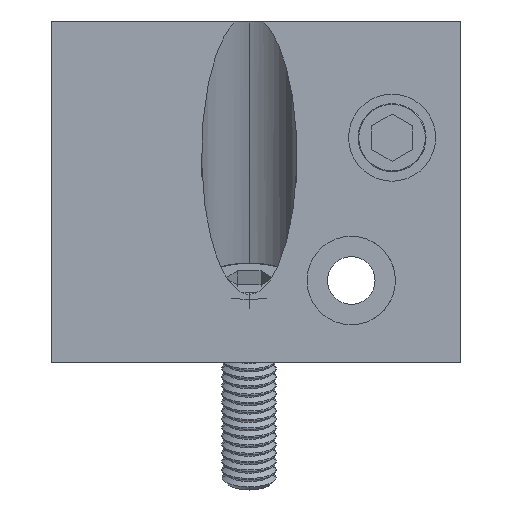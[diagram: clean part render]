
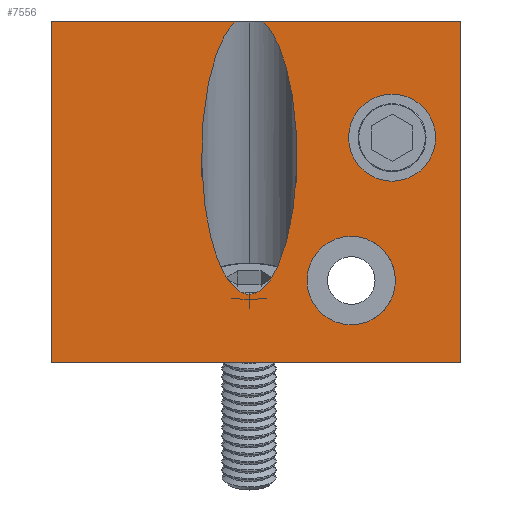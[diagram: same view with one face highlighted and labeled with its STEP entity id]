
A CAD part, left-side view. The second image highlights one B-rep face of the part: STEP entity #7556.
In plain terms, the highlighted planar face has unit normal (-1, 0, 0).
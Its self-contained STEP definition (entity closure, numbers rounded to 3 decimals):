
#68 = DIRECTION ( 'NONE',  ( 1., 0., 0. ) ) ;
#194 = EDGE_CURVE ( 'NONE', #6452, #1680, #12027, .T. ) ;
#337 = LINE ( 'NONE', #7636, #5865 ) ;
#339 = EDGE_CURVE ( 'NONE', #813, #9146, #7012, .T. ) ;
#377 = CARTESIAN_POINT ( 'NONE',  ( -47.5, -5.621, -4.622 ) ) ;
#435 = EDGE_CURVE ( 'NONE', #3277, #9146, #9652, .T. ) ;
#477 = VERTEX_POINT ( 'NONE', #10903 ) ;
#702 = FACE_BOUND ( 'NONE', #903, .T. ) ;
#715 = DIRECTION ( 'NONE',  ( 1., 0., 0. ) ) ;
#813 = VERTEX_POINT ( 'NONE', #10829 ) ;
#845 = EDGE_CURVE ( 'NONE', #12705, #2015, #7780, .T. ) ;
#854 = ORIENTED_EDGE ( 'NONE', *, *, #7254, .T. ) ;
#903 = EDGE_LOOP ( 'NONE', ( #6770, #4509 ) ) ;
#915 = DIRECTION ( 'NONE',  ( 0., 0., -1. ) ) ;
#923 = CARTESIAN_POINT ( 'NONE',  ( -47.5, -10., -8.5 ) ) ;
#1009 = CARTESIAN_POINT ( 'NONE',  ( -47.5, 5.822, -20.005 ) ) ;
#1241 = EDGE_LOOP ( 'NONE', ( #8097, #854, #9474, #8500, #4157, #1561, #10085 ) ) ;
#1260 = DIRECTION ( 'NONE',  ( 0., 0., 1. ) ) ;
#1303 = DIRECTION ( 'NONE',  ( 1., 0., 0. ) ) ;
#1339 = CARTESIAN_POINT ( 'NONE',  ( -47.5, -7., -19. ) ) ;
#1561 = ORIENTED_EDGE ( 'NONE', *, *, #11910, .T. ) ;
#1680 = VERTEX_POINT ( 'NONE', #12378 ) ;
#1804 = FACE_OUTER_BOUND ( 'NONE', #1241, .T. ) ;
#1862 = CARTESIAN_POINT ( 'NONE',  ( -47.5, -10., -5.3 ) ) ;
#2015 = VERTEX_POINT ( 'NONE', #1862 ) ;
#2268 = CARTESIAN_POINT ( 'NONE',  ( -47.5, -15., -25. ) ) ;
#2531 = CARTESIAN_POINT ( 'NONE',  ( -47.5, -0.54, 0. ) ) ;
#2582 = VECTOR ( 'NONE', #6613, 1000. ) ;
#2834 = CARTESIAN_POINT ( 'NONE',  ( -47.5, -15., -25. ) ) ;
#2974 = CARTESIAN_POINT ( 'NONE',  ( -47.5, 0.5, -20.005 ) ) ;
#3209 = LINE ( 'NONE', #3461, #2582 ) ;
#3277 = VERTEX_POINT ( 'NONE', #2268 ) ;
#3426 = AXIS2_PLACEMENT_3D ( 'NONE', #923, #4968, #10876 ) ;
#3461 = CARTESIAN_POINT ( 'NONE',  ( -47.5, 15., -25. ) ) ;
#3679 = VERTEX_POINT ( 'NONE', #11838 ) ;
#3746 = AXIS2_PLACEMENT_3D ( 'NONE', #12750, #715, #12836 ) ;
#3870 = DIRECTION ( 'NONE',  ( 0., -1., 0. ) ) ;
#4011 =( BOUNDED_CURVE ( )  B_SPLINE_CURVE ( 3, ( #2974, #1009, #11006, #11976 ),
 .UNSPECIFIED., .F., .F. ) 
 B_SPLINE_CURVE_WITH_KNOTS ( ( 4, 4 ),
 ( 3.142, 5.982 ),
 .UNSPECIFIED. ) 
 CURVE ( )  GEOMETRIC_REPRESENTATION_ITEM ( )  RATIONAL_B_SPLINE_CURVE ( ( 1., 0.433, 0.433, 1. ) ) 
 REPRESENTATION_ITEM ( '' )  );
#4157 = ORIENTED_EDGE ( 'NONE', *, *, #4317, .F. ) ;
#4317 = EDGE_CURVE ( 'NONE', #477, #3679, #3209, .T. ) ;
#4509 = ORIENTED_EDGE ( 'NONE', *, *, #194, .T. ) ;
#4587 = EDGE_LOOP ( 'NONE', ( #9210, #9930 ) ) ;
#4729 = EDGE_CURVE ( 'NONE', #1680, #6452, #9997, .T. ) ;
#4908 = CARTESIAN_POINT ( 'NONE',  ( -47.5, 1.54, 0. ) ) ;
#4968 = DIRECTION ( 'NONE',  ( 1., 0., 0. ) ) ;
#5109 = CARTESIAN_POINT ( 'NONE',  ( -47.5, 0.5, -20.005 ) ) ;
#5313 = PLANE ( 'NONE',  #6275 ) ;
#5412 = CARTESIAN_POINT ( 'NONE',  ( -47.5, -10., -11.7 ) ) ;
#5805 = AXIS2_PLACEMENT_3D ( 'NONE', #10084, #68, #915 ) ;
#5865 = VECTOR ( 'NONE', #12717, 1000. ) ;
#6051 = VECTOR ( 'NONE', #3870, 1000. ) ;
#6275 = AXIS2_PLACEMENT_3D ( 'NONE', #6417, #6374, #1260 ) ;
#6362 = EDGE_CURVE ( 'NONE', #8211, #8677, #4011, .T. ) ;
#6374 = DIRECTION ( 'NONE',  ( -1., 0., 0. ) ) ;
#6417 = CARTESIAN_POINT ( 'NONE',  ( -47.5, -15., -25. ) ) ;
#6452 = VERTEX_POINT ( 'NONE', #12949 ) ;
#6495 = CIRCLE ( 'NONE', #5805, 3.2 ) ;
#6557 =( BOUNDED_CURVE ( )  B_SPLINE_CURVE ( 3, ( #2531, #377, #11576, #7507 ),
 .UNSPECIFIED., .F., .F. ) 
 B_SPLINE_CURVE_WITH_KNOTS ( ( 4, 4 ),
 ( 0.302, 3.142 ),
 .UNSPECIFIED. ) 
 CURVE ( )  GEOMETRIC_REPRESENTATION_ITEM ( )  RATIONAL_B_SPLINE_CURVE ( ( 1., 0.433, 0.433, 1. ) ) 
 REPRESENTATION_ITEM ( '' )  );
#6613 = DIRECTION ( 'NONE',  ( 0., 0., 1. ) ) ;
#6617 = LINE ( 'NONE', #12396, #7727 ) ;
#6641 = CARTESIAN_POINT ( 'NONE',  ( -47.5, -15., 0. ) ) ;
#6770 = ORIENTED_EDGE ( 'NONE', *, *, #4729, .T. ) ;
#7012 = LINE ( 'NONE', #8919, #6051 ) ;
#7254 = EDGE_CURVE ( 'NONE', #813, #8211, #6557, .T. ) ;
#7507 = CARTESIAN_POINT ( 'NONE',  ( -47.5, 0.5, -20.005 ) ) ;
#7556 = ADVANCED_FACE ( 'NONE', ( #8160, #702, #1804 ), #5313, .T. ) ;
#7636 = CARTESIAN_POINT ( 'NONE',  ( -47.5, -15., 0. ) ) ;
#7727 = VECTOR ( 'NONE', #8452, 1000. ) ;
#7780 = CIRCLE ( 'NONE', #3426, 3.2 ) ;
#7969 = VECTOR ( 'NONE', #12007, 1000. ) ;
#8097 = ORIENTED_EDGE ( 'NONE', *, *, #339, .F. ) ;
#8160 = FACE_BOUND ( 'NONE', #4587, .T. ) ;
#8211 = VERTEX_POINT ( 'NONE', #5109 ) ;
#8452 = DIRECTION ( 'NONE',  ( 0., -1., 0. ) ) ;
#8500 = ORIENTED_EDGE ( 'NONE', *, *, #10110, .F. ) ;
#8677 = VERTEX_POINT ( 'NONE', #4908 ) ;
#8919 = CARTESIAN_POINT ( 'NONE',  ( -47.5, -15., 0. ) ) ;
#9146 = VERTEX_POINT ( 'NONE', #6641 ) ;
#9157 = AXIS2_PLACEMENT_3D ( 'NONE', #1339, #1303, #12453 ) ;
#9210 = ORIENTED_EDGE ( 'NONE', *, *, #10349, .T. ) ;
#9474 = ORIENTED_EDGE ( 'NONE', *, *, #6362, .T. ) ;
#9652 = LINE ( 'NONE', #2834, #7969 ) ;
#9930 = ORIENTED_EDGE ( 'NONE', *, *, #845, .T. ) ;
#9997 = CIRCLE ( 'NONE', #9157, 3.25 ) ;
#10084 = CARTESIAN_POINT ( 'NONE',  ( -47.5, -10., -8.5 ) ) ;
#10085 = ORIENTED_EDGE ( 'NONE', *, *, #435, .T. ) ;
#10110 = EDGE_CURVE ( 'NONE', #3679, #8677, #337, .T. ) ;
#10349 = EDGE_CURVE ( 'NONE', #2015, #12705, #6495, .T. ) ;
#10829 = CARTESIAN_POINT ( 'NONE',  ( -47.5, -0.54, 0. ) ) ;
#10876 = DIRECTION ( 'NONE',  ( 0., 0., -1. ) ) ;
#10903 = CARTESIAN_POINT ( 'NONE',  ( -47.5, 15., -25. ) ) ;
#11006 = CARTESIAN_POINT ( 'NONE',  ( -47.5, 6.621, -4.622 ) ) ;
#11576 = CARTESIAN_POINT ( 'NONE',  ( -47.5, -4.822, -20.005 ) ) ;
#11838 = CARTESIAN_POINT ( 'NONE',  ( -47.5, 15., 0. ) ) ;
#11910 = EDGE_CURVE ( 'NONE', #477, #3277, #6617, .T. ) ;
#11976 = CARTESIAN_POINT ( 'NONE',  ( -47.5, 1.54, 0. ) ) ;
#12007 = DIRECTION ( 'NONE',  ( 0., 0., 1. ) ) ;
#12027 = CIRCLE ( 'NONE', #3746, 3.25 ) ;
#12378 = CARTESIAN_POINT ( 'NONE',  ( -47.5, -7., -15.75 ) ) ;
#12396 = CARTESIAN_POINT ( 'NONE',  ( -47.5, -15., -25. ) ) ;
#12453 = DIRECTION ( 'NONE',  ( 0., 0., -1. ) ) ;
#12705 = VERTEX_POINT ( 'NONE', #5412 ) ;
#12717 = DIRECTION ( 'NONE',  ( 0., -1., 0. ) ) ;
#12750 = CARTESIAN_POINT ( 'NONE',  ( -47.5, -7., -19. ) ) ;
#12836 = DIRECTION ( 'NONE',  ( 0., 0., -1. ) ) ;
#12949 = CARTESIAN_POINT ( 'NONE',  ( -47.5, -7., -22.25 ) ) ;
